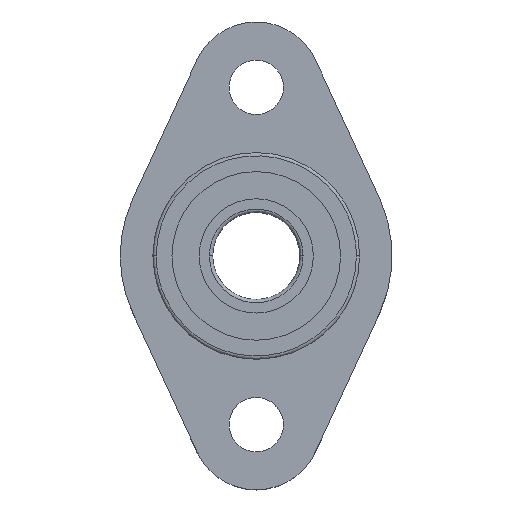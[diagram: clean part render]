
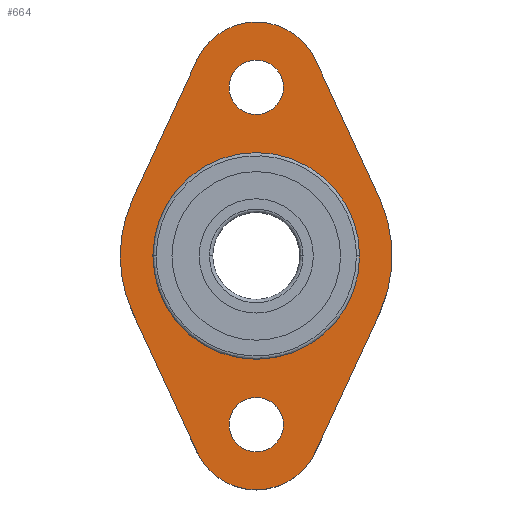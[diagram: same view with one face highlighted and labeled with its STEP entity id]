
A CAD part, top view. The second image highlights one B-rep face of the part: STEP entity #664.
In plain terms, the highlighted planar face has unit normal (0, 0, 1).
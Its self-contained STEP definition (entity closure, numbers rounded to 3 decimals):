
#52 = EDGE_LOOP ( 'NONE', ( #1093, #585 ) ) ;
#67 = DIRECTION ( 'NONE',  ( 0., 0., 1. ) ) ;
#71 = CARTESIAN_POINT ( 'NONE',  ( 0., 0., 8. ) ) ;
#95 = VERTEX_POINT ( 'NONE', #1187 ) ;
#97 = CARTESIAN_POINT ( 'NONE',  ( 0., 0., 8. ) ) ;
#114 = AXIS2_PLACEMENT_3D ( 'NONE', #958, #553, #982 ) ;
#120 = EDGE_LOOP ( 'NONE', ( #318, #371, #917, #1724, #1215, #709, #1769, #782, #1827 ) ) ;
#148 = DIRECTION ( 'NONE',  ( 1., 0., 0. ) ) ;
#159 = VECTOR ( 'NONE', #232, 1000. ) ;
#185 = VERTEX_POINT ( 'NONE', #650 ) ;
#194 = CARTESIAN_POINT ( 'NONE',  ( 0., 0., 8. ) ) ;
#196 = CARTESIAN_POINT ( 'NONE',  ( 0., 15.5, 8. ) ) ;
#209 = DIRECTION ( 'NONE',  ( 0., 0., 1. ) ) ;
#229 = DIRECTION ( 'NONE',  ( 0., 0., 1. ) ) ;
#232 = DIRECTION ( 'NONE',  ( -0.419, -0.908, 0. ) ) ;
#238 = CARTESIAN_POINT ( 'NONE',  ( 11.348, -5.242, 8. ) ) ;
#252 = VERTEX_POINT ( 'NONE', #971 ) ;
#261 = AXIS2_PLACEMENT_3D ( 'NONE', #954, #209, #1249 ) ;
#265 = EDGE_CURVE ( 'NONE', #1135, #1840, #1058, .T. ) ;
#274 = CARTESIAN_POINT ( 'NONE',  ( 0., -15.5, 8. ) ) ;
#297 = VERTEX_POINT ( 'NONE', #380 ) ;
#302 = EDGE_CURVE ( 'NONE', #252, #445, #1635, .T. ) ;
#313 = DIRECTION ( 'NONE',  ( -0.419, 0.908, 0. ) ) ;
#318 = ORIENTED_EDGE ( 'NONE', *, *, #1047, .T. ) ;
#333 = CIRCLE ( 'NONE', #1317, 6. ) ;
#337 = AXIS2_PLACEMENT_3D ( 'NONE', #97, #1717, #844 ) ;
#349 = VERTEX_POINT ( 'NONE', #1154 ) ;
#356 = CARTESIAN_POINT ( 'NONE',  ( 0., -15.5, 8. ) ) ;
#371 = ORIENTED_EDGE ( 'NONE', *, *, #1179, .T. ) ;
#372 = DIRECTION ( 'NONE',  ( -1., 0., 0. ) ) ;
#373 = AXIS2_PLACEMENT_3D ( 'NONE', #196, #667, #652 ) ;
#380 = CARTESIAN_POINT ( 'NONE',  ( -11.348, -5.242, 8. ) ) ;
#391 = EDGE_CURVE ( 'NONE', #349, #1135, #333, .T. ) ;
#403 = VECTOR ( 'NONE', #589, 1000. ) ;
#415 = VERTEX_POINT ( 'NONE', #1892 ) ;
#429 = CARTESIAN_POINT ( 'NONE',  ( -2.5, -15.5, 8. ) ) ;
#445 = VERTEX_POINT ( 'NONE', #429 ) ;
#454 = CARTESIAN_POINT ( 'NONE',  ( -5.447, -18.016, 8. ) ) ;
#462 = EDGE_CURVE ( 'NONE', #1498, #297, #591, .T. ) ;
#481 = FACE_BOUND ( 'NONE', #1031, .T. ) ;
#521 = CIRCLE ( 'NONE', #373, 2.5 ) ;
#538 = VERTEX_POINT ( 'NONE', #454 ) ;
#553 = DIRECTION ( 'NONE',  ( 0., 0., 1. ) ) ;
#561 = ORIENTED_EDGE ( 'NONE', *, *, #812, .F. ) ;
#568 = CARTESIAN_POINT ( 'NONE',  ( 2.5, 15.5, 8. ) ) ;
#585 = ORIENTED_EDGE ( 'NONE', *, *, #302, .F. ) ;
#589 = DIRECTION ( 'NONE',  ( 0.419, -0.908, 0. ) ) ;
#591 = CIRCLE ( 'NONE', #337, 12.5 ) ;
#640 = AXIS2_PLACEMENT_3D ( 'NONE', #274, #873, #883 ) ;
#650 = CARTESIAN_POINT ( 'NONE',  ( 11.348, -5.242, 8. ) ) ;
#652 = DIRECTION ( 'NONE',  ( 1., 0., 0. ) ) ;
#660 = EDGE_CURVE ( 'NONE', #297, #538, #1875, .T. ) ;
#664 = ADVANCED_FACE ( 'NONE', ( #1824, #481, #1429, #790 ), #1145, .T. ) ;
#667 = DIRECTION ( 'NONE',  ( 0., 0., 1. ) ) ;
#674 = DIRECTION ( 'NONE',  ( 1., 0., 0. ) ) ;
#680 = ORIENTED_EDGE ( 'NONE', *, *, #1114, .F. ) ;
#709 = ORIENTED_EDGE ( 'NONE', *, *, #265, .T. ) ;
#720 = AXIS2_PLACEMENT_3D ( 'NONE', #71, #67, #829 ) ;
#741 = CIRCLE ( 'NONE', #957, 2.5 ) ;
#755 = CARTESIAN_POINT ( 'NONE',  ( 0., 0., 8. ) ) ;
#782 = ORIENTED_EDGE ( 'NONE', *, *, #462, .T. ) ;
#790 = FACE_BOUND ( 'NONE', #52, .T. ) ;
#812 = EDGE_CURVE ( 'NONE', #1658, #1106, #521, .T. ) ;
#813 = CARTESIAN_POINT ( 'NONE',  ( -11.348, 5.242, 8. ) ) ;
#814 = ORIENTED_EDGE ( 'NONE', *, *, #1851, .F. ) ;
#829 = DIRECTION ( 'NONE',  ( 1., 0., 0. ) ) ;
#830 = CIRCLE ( 'NONE', #720, 12.5 ) ;
#844 = DIRECTION ( 'NONE',  ( 1., 0., 0. ) ) ;
#863 = EDGE_CURVE ( 'NONE', #1821, #95, #1237, .T. ) ;
#872 = CIRCLE ( 'NONE', #261, 9.5 ) ;
#873 = DIRECTION ( 'NONE',  ( 0., 0., 1. ) ) ;
#874 = CIRCLE ( 'NONE', #1459, 12.5 ) ;
#875 = AXIS2_PLACEMENT_3D ( 'NONE', #1820, #1833, #372 ) ;
#883 = DIRECTION ( 'NONE',  ( 1., 0., 0. ) ) ;
#888 = CARTESIAN_POINT ( 'NONE',  ( -12.5, 0., 8. ) ) ;
#917 = ORIENTED_EDGE ( 'NONE', *, *, #1348, .T. ) ;
#953 = DIRECTION ( 'NONE',  ( 0.419, 0.908, 0. ) ) ;
#954 = CARTESIAN_POINT ( 'NONE',  ( 0., 0., 8. ) ) ;
#956 = CARTESIAN_POINT ( 'NONE',  ( -2.5, 15.5, 8. ) ) ;
#957 = AXIS2_PLACEMENT_3D ( 'NONE', #1548, #1253, #1561 ) ;
#958 = CARTESIAN_POINT ( 'NONE',  ( 0., -15.5, 8. ) ) ;
#971 = CARTESIAN_POINT ( 'NONE',  ( 2.5, -15.5, 8. ) ) ;
#982 = DIRECTION ( 'NONE',  ( -1., 0., 0. ) ) ;
#988 = VECTOR ( 'NONE', #953, 1000. ) ;
#989 = DIRECTION ( 'NONE',  ( 1., 0., 0. ) ) ;
#1031 = EDGE_LOOP ( 'NONE', ( #1171, #814 ) ) ;
#1037 = EDGE_LOOP ( 'NONE', ( #561, #680 ) ) ;
#1047 = EDGE_CURVE ( 'NONE', #538, #1745, #1188, .T. ) ;
#1058 = LINE ( 'NONE', #1419, #159 ) ;
#1093 = ORIENTED_EDGE ( 'NONE', *, *, #1604, .F. ) ;
#1106 = VERTEX_POINT ( 'NONE', #956 ) ;
#1114 = EDGE_CURVE ( 'NONE', #1106, #1658, #741, .T. ) ;
#1132 = CARTESIAN_POINT ( 'NONE',  ( 5.447, 18.016, 8. ) ) ;
#1135 = VERTEX_POINT ( 'NONE', #1401 ) ;
#1145 = PLANE ( 'NONE',  #640 ) ;
#1154 = CARTESIAN_POINT ( 'NONE',  ( 5.447, 18.016, 8. ) ) ;
#1171 = ORIENTED_EDGE ( 'NONE', *, *, #863, .F. ) ;
#1179 = EDGE_CURVE ( 'NONE', #1745, #185, #1346, .T. ) ;
#1187 = CARTESIAN_POINT ( 'NONE',  ( -9.5, 0., 8. ) ) ;
#1188 = CIRCLE ( 'NONE', #1609, 6. ) ;
#1215 = ORIENTED_EDGE ( 'NONE', *, *, #391, .T. ) ;
#1237 = CIRCLE ( 'NONE', #1643, 9.5 ) ;
#1249 = DIRECTION ( 'NONE',  ( 1., 0., 0. ) ) ;
#1253 = DIRECTION ( 'NONE',  ( 0., 0., 1. ) ) ;
#1262 = DIRECTION ( 'NONE',  ( 1., 0., 0. ) ) ;
#1281 = VECTOR ( 'NONE', #313, 1000. ) ;
#1300 = DIRECTION ( 'NONE',  ( 0., 0., 1. ) ) ;
#1317 = AXIS2_PLACEMENT_3D ( 'NONE', #1746, #1300, #989 ) ;
#1346 = LINE ( 'NONE', #238, #988 ) ;
#1348 = EDGE_CURVE ( 'NONE', #185, #415, #874, .T. ) ;
#1401 = CARTESIAN_POINT ( 'NONE',  ( -5.447, 18.016, 8. ) ) ;
#1419 = CARTESIAN_POINT ( 'NONE',  ( -5.447, 18.016, 8. ) ) ;
#1429 = FACE_OUTER_BOUND ( 'NONE', #120, .T. ) ;
#1458 = CARTESIAN_POINT ( 'NONE',  ( -11.348, -5.242, 8. ) ) ;
#1459 = AXIS2_PLACEMENT_3D ( 'NONE', #755, #1624, #148 ) ;
#1468 = CIRCLE ( 'NONE', #875, 2.5 ) ;
#1498 = VERTEX_POINT ( 'NONE', #888 ) ;
#1536 = DIRECTION ( 'NONE',  ( 0., 0., 1. ) ) ;
#1548 = CARTESIAN_POINT ( 'NONE',  ( 0., 15.5, 8. ) ) ;
#1561 = DIRECTION ( 'NONE',  ( 1., 0., 0. ) ) ;
#1604 = EDGE_CURVE ( 'NONE', #445, #252, #1468, .T. ) ;
#1609 = AXIS2_PLACEMENT_3D ( 'NONE', #356, #229, #674 ) ;
#1624 = DIRECTION ( 'NONE',  ( 0., 0., 1. ) ) ;
#1635 = CIRCLE ( 'NONE', #114, 2.5 ) ;
#1643 = AXIS2_PLACEMENT_3D ( 'NONE', #194, #1536, #1262 ) ;
#1653 = EDGE_CURVE ( 'NONE', #415, #349, #1676, .T. ) ;
#1658 = VERTEX_POINT ( 'NONE', #568 ) ;
#1676 = LINE ( 'NONE', #1132, #1281 ) ;
#1717 = DIRECTION ( 'NONE',  ( 0., 0., 1. ) ) ;
#1724 = ORIENTED_EDGE ( 'NONE', *, *, #1653, .T. ) ;
#1736 = CARTESIAN_POINT ( 'NONE',  ( 5.447, -18.016, 8. ) ) ;
#1745 = VERTEX_POINT ( 'NONE', #1736 ) ;
#1746 = CARTESIAN_POINT ( 'NONE',  ( 0., 15.5, 8. ) ) ;
#1769 = ORIENTED_EDGE ( 'NONE', *, *, #1874, .T. ) ;
#1820 = CARTESIAN_POINT ( 'NONE',  ( 0., -15.5, 8. ) ) ;
#1821 = VERTEX_POINT ( 'NONE', #1835 ) ;
#1824 = FACE_BOUND ( 'NONE', #1037, .T. ) ;
#1827 = ORIENTED_EDGE ( 'NONE', *, *, #660, .T. ) ;
#1833 = DIRECTION ( 'NONE',  ( 0., 0., 1. ) ) ;
#1835 = CARTESIAN_POINT ( 'NONE',  ( 9.5, 0., 8. ) ) ;
#1840 = VERTEX_POINT ( 'NONE', #813 ) ;
#1851 = EDGE_CURVE ( 'NONE', #95, #1821, #872, .T. ) ;
#1874 = EDGE_CURVE ( 'NONE', #1840, #1498, #830, .T. ) ;
#1875 = LINE ( 'NONE', #1458, #403 ) ;
#1892 = CARTESIAN_POINT ( 'NONE',  ( 11.348, 5.242, 8. ) ) ;
